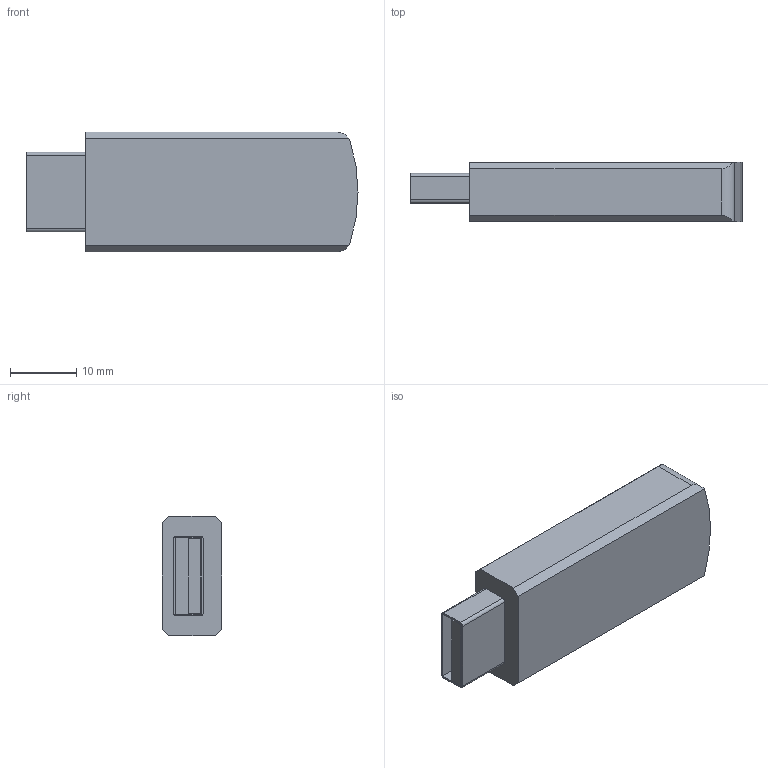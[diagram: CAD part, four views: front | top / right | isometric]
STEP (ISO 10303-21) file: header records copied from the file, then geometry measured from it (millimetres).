
FILE_DESCRIPTION (( 'STEP AP214' ), '1' );
FILE_NAME ('2.4G Wireless Serial.step', '2016-10-28T06:56:49', ( 'dell' ), ( '' ), 'SwSTEP 2.0', 'SolidWorks 2013', '' );
FILE_SCHEMA (( 'AUTOMOTIVE_DESIGN' ));
Length unit declared in the file: millimetre
Products named in the file (1): 2.4G Wireless Serial
Bounding box: 50 x 9 x 18 mm (x, y, z)
Volume: 6726.7 mm3; surface area: 3227.6 mm2
Topology: 1 solids, 1 shells, 51 faces, 126 edges, 84 vertices
Faces by surface type: plane 44, cylinder 7
Entity records: 1528 total; most frequent: CARTESIAN_POINT 274, ORIENTED_EDGE 252, DIRECTION 240, EDGE_CURVE 126, VECTOR 108, LINE 108, VERTEX_POINT 84, AXIS2_PLACEMENT_3D 66
